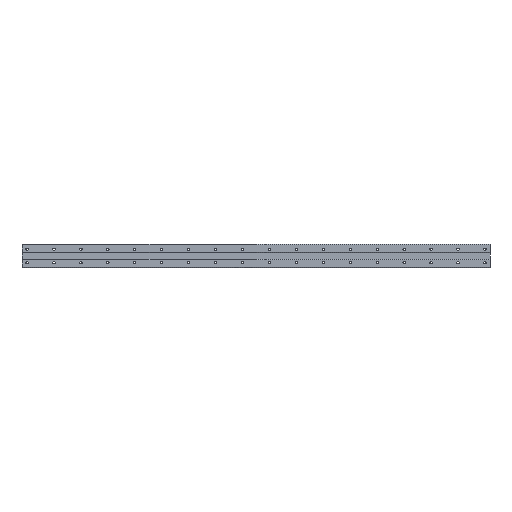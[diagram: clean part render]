
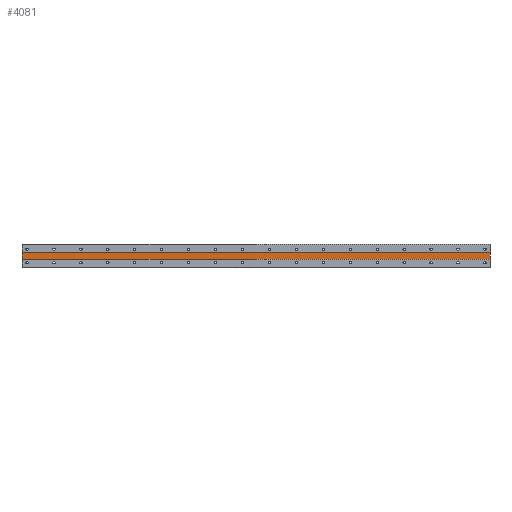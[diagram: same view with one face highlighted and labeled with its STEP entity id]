
A CAD part, front view. The second image highlights one B-rep face of the part: STEP entity #4081.
In plain terms, the highlighted planar face has unit normal (0, -1, 0).
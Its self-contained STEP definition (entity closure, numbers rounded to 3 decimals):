
#27 = ORIENTED_EDGE ( 'NONE', *, *, #2012, .T. ) ;
#54 = EDGE_LOOP ( 'NONE', ( #6143, #5431, #6506, #27 ) ) ;
#408 = DIRECTION ( 'NONE',  ( 0., 1., 0. ) ) ;
#652 = LINE ( 'NONE', #3700, #5024 ) ;
#816 = CARTESIAN_POINT ( 'NONE',  ( -15., 1., -10. ) ) ;
#830 = LINE ( 'NONE', #5973, #2545 ) ;
#1107 = EDGE_CURVE ( 'NONE', #4495, #2098, #652, .T. ) ;
#1399 = DIRECTION ( 'NONE',  ( 1., 0., 0. ) ) ;
#1485 = CARTESIAN_POINT ( 'NONE',  ( 1375., 1., 10. ) ) ;
#1512 = CARTESIAN_POINT ( 'NONE',  ( 1375., 1., -10. ) ) ;
#1921 = CARTESIAN_POINT ( 'NONE',  ( 1375., 1., 10. ) ) ;
#2012 = EDGE_CURVE ( 'NONE', #4242, #4495, #3640, .T. ) ;
#2098 = VERTEX_POINT ( 'NONE', #1512 ) ;
#2280 = VECTOR ( 'NONE', #4755, 1000. ) ;
#2436 = DIRECTION ( 'NONE',  ( 0., 0., 1. ) ) ;
#2545 = VECTOR ( 'NONE', #1399, 1000. ) ;
#3610 = EDGE_CURVE ( 'NONE', #4242, #3716, #830, .T. ) ;
#3640 = LINE ( 'NONE', #5711, #6308 ) ;
#3700 = CARTESIAN_POINT ( 'NONE',  ( 1375., 1., -10. ) ) ;
#3716 = VERTEX_POINT ( 'NONE', #1921 ) ;
#4081 = ADVANCED_FACE ( 'NONE', ( #5550 ), #5016, .F. ) ;
#4093 = CARTESIAN_POINT ( 'NONE',  ( 1375., 1., 34.482 ) ) ;
#4210 = DIRECTION ( 'NONE',  ( 0., 0., -1. ) ) ;
#4242 = VERTEX_POINT ( 'NONE', #5493 ) ;
#4326 = EDGE_CURVE ( 'NONE', #3716, #2098, #6626, .T. ) ;
#4495 = VERTEX_POINT ( 'NONE', #816 ) ;
#4755 = DIRECTION ( 'NONE',  ( 0., 0., -1. ) ) ;
#4932 = AXIS2_PLACEMENT_3D ( 'NONE', #1485, #408, #2436 ) ;
#5016 = PLANE ( 'NONE',  #4932 ) ;
#5024 = VECTOR ( 'NONE', #5767, 1000. ) ;
#5431 = ORIENTED_EDGE ( 'NONE', *, *, #4326, .F. ) ;
#5493 = CARTESIAN_POINT ( 'NONE',  ( -15., 1., 10. ) ) ;
#5550 = FACE_OUTER_BOUND ( 'NONE', #54, .T. ) ;
#5711 = CARTESIAN_POINT ( 'NONE',  ( -15., 1., 34.482 ) ) ;
#5767 = DIRECTION ( 'NONE',  ( 1., 0., 0. ) ) ;
#5973 = CARTESIAN_POINT ( 'NONE',  ( 1375., 1., 10. ) ) ;
#6143 = ORIENTED_EDGE ( 'NONE', *, *, #1107, .T. ) ;
#6308 = VECTOR ( 'NONE', #4210, 1000. ) ;
#6506 = ORIENTED_EDGE ( 'NONE', *, *, #3610, .F. ) ;
#6626 = LINE ( 'NONE', #4093, #2280 ) ;
